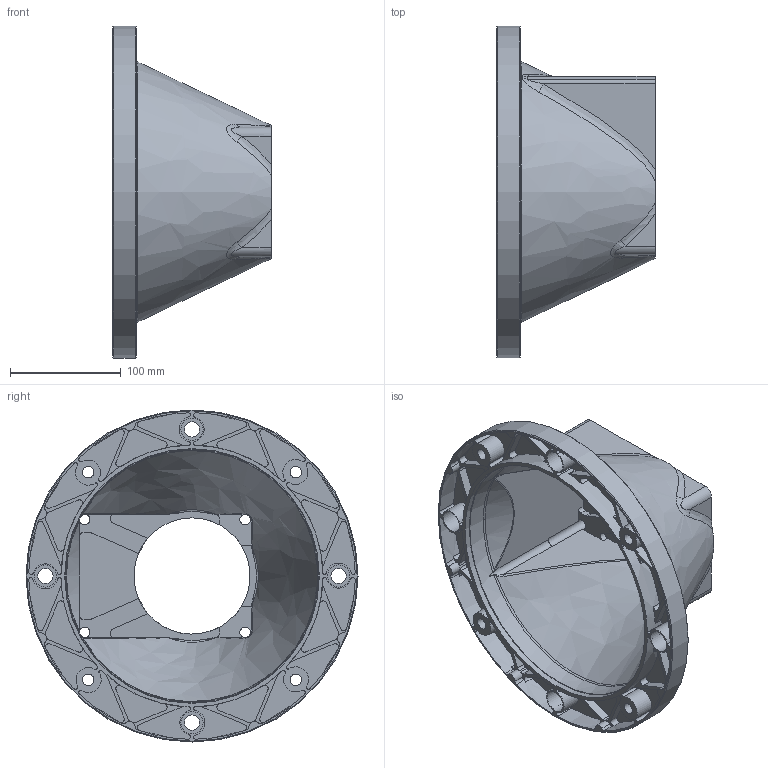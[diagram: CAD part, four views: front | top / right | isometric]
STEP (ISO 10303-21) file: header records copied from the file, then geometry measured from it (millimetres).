
FILE_DESCRIPTION(('STEP AP203'),'2;1');
FILE_NAME('LBS27.stp','2005-07-21T17:22:40',(''),(''),'9.0.0','THINKDESIGN','');
FILE_SCHEMA(('CONFIG_CONTROL_DESIGN'));
Length unit declared in the file: millimetre
Bounding box: 143 x 300 x 300 mm (x, y, z)
Volume: 543708 mm3; surface area: 325227.7 mm2
Topology: 1 solids, 1 shells, 383 faces, 1110 edges, 739 vertices
Faces by surface type: cylinder 207, plane 121, bspline 55
Full cylindrical faces by diameter (mm): 9.5 x4, 10.25 x4, 14 x4, 20.154 x4, 105 x1, 230 x1, 235 x1, 300 x1
Entity records: 18138 total; most frequent: CARTESIAN_POINT 7686, DIRECTION 2244, ORIENTED_EDGE 2220, EDGE_CURVE 1110, AXIS2_PLACEMENT_3D 907, VERTEX_POINT 739, CIRCLE 579, VECTOR 430
